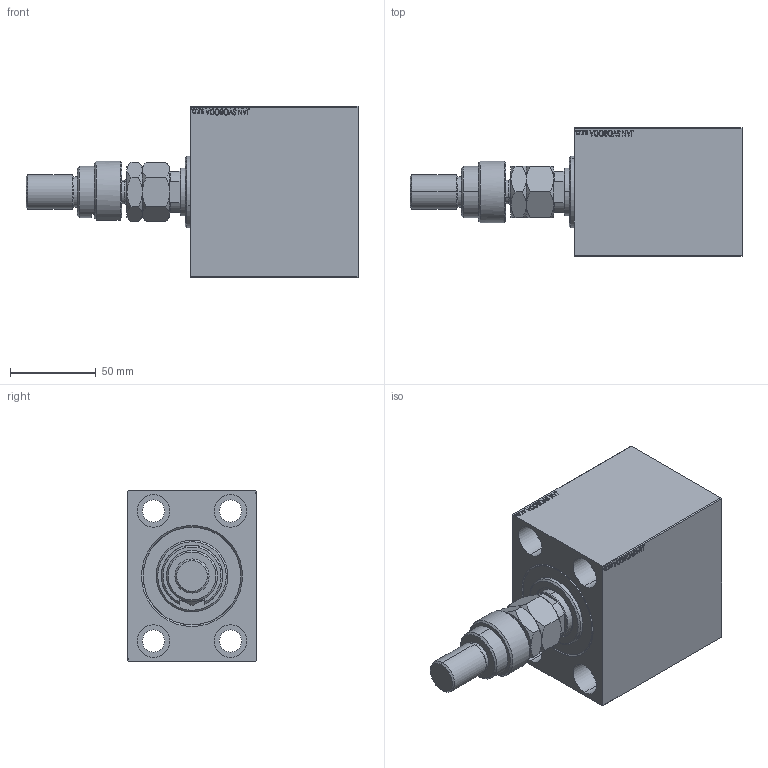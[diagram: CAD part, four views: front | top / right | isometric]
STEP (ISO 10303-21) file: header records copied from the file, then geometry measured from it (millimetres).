
FILE_DESCRIPTION (( 'STEP AP203' ), '1' );
FILE_NAME ('7629.STEP', '2021-11-01T16:44:27', ( '' ), ( '' ), 'SwSTEP 2.0', 'SolidWorks 2019', '' );
FILE_SCHEMA (( 'CONFIG_CONTROL_DESIGN' ));
Length unit declared in the file: millimetre
Products named in the file (7): FEMALE_PART_FOR_DFA 537499c08e0d5b1db96286a9e1722a08; V450CM_C 537499c08e0d5b1db96286a9e1722a08; 7629; V450CM_VC_B 537499c08e0d5b1db96286a9e1722a08; V450CM_C_VCP 537499c08e0d5b1db96286a9e1722a08; DFA 537499c08e0d5b1db96286a9e1722a08; MFA 537499c08e0d5b1db96286a9e1722a08
Assembly tree (6 placements, depth 3):
  7629
    V450CM_C 537499c08e0d5b1db96286a9e1722a08
    V450CM_C_VCP 537499c08e0d5b1db96286a9e1722a08
    V450CM_VC_B 537499c08e0d5b1db96286a9e1722a08
    DFA 537499c08e0d5b1db96286a9e1722a08
      FEMALE_PART_FOR_DFA 537499c08e0d5b1db96286a9e1722a08
      MFA 537499c08e0d5b1db96286a9e1722a08
Bounding box: 194 x 75 x 100 mm (x, y, z)
Volume: 677964.5 mm3; surface area: 124035.2 mm2
Topology: 5 solids, 5 shells, 946 faces, 2384 edges, 1565 vertices
Faces by surface type: plane 437, bspline 380, cylinder 71, cone 54, torus 4
Entity records: 46677 total; most frequent: CARTESIAN_POINT 25765, ORIENTED_EDGE 4764, DIRECTION 2914, EDGE_CURVE 2382, VERTEX_POINT 1565, LINE 1358, VECTOR 1358, EDGE_LOOP 1075
